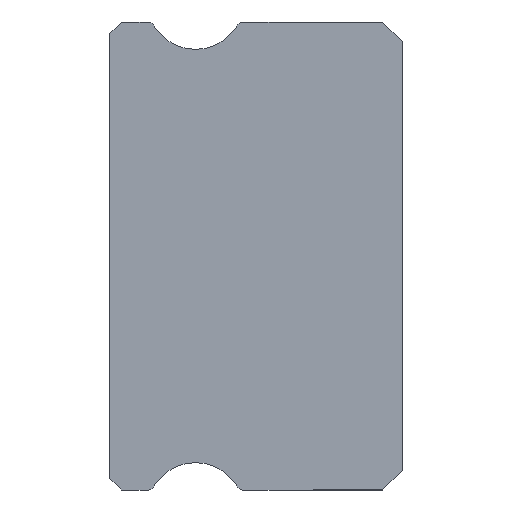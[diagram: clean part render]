
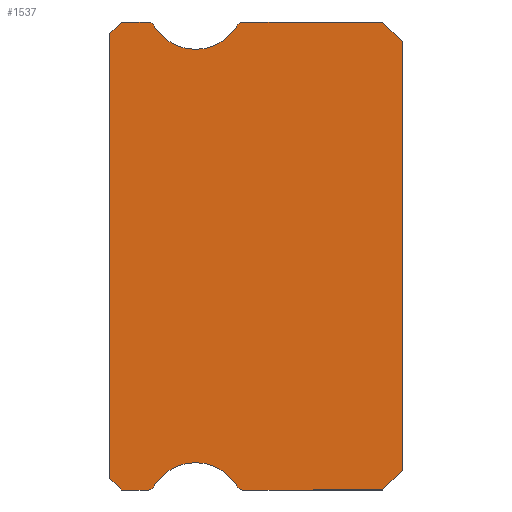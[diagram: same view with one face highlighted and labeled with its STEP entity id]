
A CAD part, left-side view. The second image highlights one B-rep face of the part: STEP entity #1537.
In plain terms, the highlighted planar face has unit normal (-1, 0, 0).
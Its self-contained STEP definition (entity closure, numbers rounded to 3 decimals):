
#9 = CIRCLE ( 'NONE', #504, 1.25 ) ;
#23 = ORIENTED_EDGE ( 'NONE', *, *, #148, .F. ) ;
#41 = DIRECTION ( 'NONE',  ( 0., 1., 0. ) ) ;
#52 = CARTESIAN_POINT ( 'NONE',  ( -12.5, 6.512, -6. ) ) ;
#60 = CARTESIAN_POINT ( 'NONE',  ( -12.5, 0., -5.5 ) ) ;
#66 = CIRCLE ( 'NONE', #933, 0.15 ) ;
#70 = CARTESIAN_POINT ( 'NONE',  ( -12.5, 6.512, 5.85 ) ) ;
#76 = CIRCLE ( 'NONE', #1289, 0.15 ) ;
#86 = DIRECTION ( 'NONE',  ( 0., 0., -1. ) ) ;
#99 = DIRECTION ( 'NONE',  ( 0., 0., 1. ) ) ;
#136 = VECTOR ( 'NONE', #41, 1000. ) ;
#142 = VERTEX_POINT ( 'NONE', #1362 ) ;
#148 = EDGE_CURVE ( 'NONE', #1268, #1001, #66, .T. ) ;
#186 = CARTESIAN_POINT ( 'NONE',  ( -12.5, 6.512, 5.85 ) ) ;
#220 = ORIENTED_EDGE ( 'NONE', *, *, #1087, .F. ) ;
#242 = ORIENTED_EDGE ( 'NONE', *, *, #1515, .T. ) ;
#268 = VECTOR ( 'NONE', #279, 1000. ) ;
#277 = EDGE_CURVE ( 'NONE', #1348, #904, #551, .T. ) ;
#279 = DIRECTION ( 'NONE',  ( 0., 1., 0. ) ) ;
#283 = CARTESIAN_POINT ( 'NONE',  ( -12.5, 7.2, -6. ) ) ;
#291 = DIRECTION ( 'NONE',  ( 0., -0.707, -0.707 ) ) ;
#292 = EDGE_CURVE ( 'NONE', #695, #1836, #1279, .T. ) ;
#293 = CARTESIAN_POINT ( 'NONE',  ( -12.5, 0., 5.5 ) ) ;
#310 = CARTESIAN_POINT ( 'NONE',  ( -12.5, 6.512, 6. ) ) ;
#342 = CARTESIAN_POINT ( 'NONE',  ( -12.5, 4.088, -5.85 ) ) ;
#350 = ORIENTED_EDGE ( 'NONE', *, *, #387, .T. ) ;
#379 = VERTEX_POINT ( 'NONE', #716 ) ;
#387 = EDGE_CURVE ( 'NONE', #1348, #1731, #1205, .T. ) ;
#409 = LINE ( 'NONE', #1002, #268 ) ;
#419 = CARTESIAN_POINT ( 'NONE',  ( -12.5, 6.512, 6. ) ) ;
#427 = EDGE_CURVE ( 'NONE', #693, #1268, #9, .T. ) ;
#434 = CARTESIAN_POINT ( 'NONE',  ( -12.5, 5.3, 6.55 ) ) ;
#465 = CARTESIAN_POINT ( 'NONE',  ( -12.5, 0., -5.5 ) ) ;
#482 = DIRECTION ( 'NONE',  ( 0., 0., -1. ) ) ;
#500 = VECTOR ( 'NONE', #886, 1000. ) ;
#504 = AXIS2_PLACEMENT_3D ( 'NONE', #726, #894, #578 ) ;
#508 = ORIENTED_EDGE ( 'NONE', *, *, #1101, .F. ) ;
#513 = LINE ( 'NONE', #60, #913 ) ;
#519 = DIRECTION ( 'NONE',  ( 1., 0., 0. ) ) ;
#539 = DIRECTION ( 'NONE',  ( 0., 0., -1. ) ) ;
#551 = LINE ( 'NONE', #817, #594 ) ;
#566 = ORIENTED_EDGE ( 'NONE', *, *, #738, .T. ) ;
#570 = LINE ( 'NONE', #293, #500 ) ;
#578 = DIRECTION ( 'NONE',  ( 0., 0., -1. ) ) ;
#582 = ORIENTED_EDGE ( 'NONE', *, *, #1907, .F. ) ;
#594 = VECTOR ( 'NONE', #99, 1000. ) ;
#635 = CIRCLE ( 'NONE', #1740, 0.15 ) ;
#648 = LINE ( 'NONE', #1838, #136 ) ;
#667 = DIRECTION ( 'NONE',  ( 1., 0., 0. ) ) ;
#677 = VERTEX_POINT ( 'NONE', #1755 ) ;
#693 = VERTEX_POINT ( 'NONE', #1746 ) ;
#695 = VERTEX_POINT ( 'NONE', #1725 ) ;
#715 = LINE ( 'NONE', #1744, #1410 ) ;
#716 = CARTESIAN_POINT ( 'NONE',  ( -12.5, 4.088, 6. ) ) ;
#726 = CARTESIAN_POINT ( 'NONE',  ( -12.5, 5.3, -6.55 ) ) ;
#730 = CARTESIAN_POINT ( 'NONE',  ( -12.5, 5.3, 5.3 ) ) ;
#738 = EDGE_CURVE ( 'NONE', #988, #1395, #570, .T. ) ;
#744 = LINE ( 'NONE', #1163, #1020 ) ;
#764 = EDGE_CURVE ( 'NONE', #1731, #1001, #744, .T. ) ;
#771 = ORIENTED_EDGE ( 'NONE', *, *, #888, .F. ) ;
#817 = CARTESIAN_POINT ( 'NONE',  ( -12.5, 7.5, 5.85 ) ) ;
#837 = VERTEX_POINT ( 'NONE', #310 ) ;
#866 = CIRCLE ( 'NONE', #1219, 0.15 ) ;
#883 = CARTESIAN_POINT ( 'NONE',  ( -12.5, 7.5, -5.7 ) ) ;
#886 = DIRECTION ( 'NONE',  ( 0., 0., 1. ) ) ;
#888 = EDGE_CURVE ( 'NONE', #1592, #1395, #1215, .T. ) ;
#894 = DIRECTION ( 'NONE',  ( -1., 0., 0. ) ) ;
#900 = CARTESIAN_POINT ( 'NONE',  ( -12.5, 6.383, -5.925 ) ) ;
#904 = VERTEX_POINT ( 'NONE', #1629 ) ;
#913 = VECTOR ( 'NONE', #1099, 1000. ) ;
#927 = CARTESIAN_POINT ( 'NONE',  ( -12.5, 6.512, -5.85 ) ) ;
#933 = AXIS2_PLACEMENT_3D ( 'NONE', #927, #1394, #1517 ) ;
#934 = ORIENTED_EDGE ( 'NONE', *, *, #1077, .F. ) ;
#938 = DIRECTION ( 'NONE',  ( 0., -0.707, -0.707 ) ) ;
#957 = ORIENTED_EDGE ( 'NONE', *, *, #764, .T. ) ;
#960 = ORIENTED_EDGE ( 'NONE', *, *, #292, .F. ) ;
#982 = DIRECTION ( 'NONE',  ( -1., 0., 0. ) ) ;
#988 = VERTEX_POINT ( 'NONE', #465 ) ;
#989 = CARTESIAN_POINT ( 'NONE',  ( -12.5, 4.088, -6. ) ) ;
#998 = EDGE_CURVE ( 'NONE', #837, #695, #866, .T. ) ;
#1001 = VERTEX_POINT ( 'NONE', #52 ) ;
#1002 = CARTESIAN_POINT ( 'NONE',  ( -12.5, 6.512, -6. ) ) ;
#1011 = DIRECTION ( 'NONE',  ( 0., -1., 0. ) ) ;
#1015 = CARTESIAN_POINT ( 'NONE',  ( -12.5, 0., 5.5 ) ) ;
#1019 = CARTESIAN_POINT ( 'NONE',  ( -12.5, 7.2, -6. ) ) ;
#1020 = VECTOR ( 'NONE', #1011, 1000. ) ;
#1054 = CARTESIAN_POINT ( 'NONE',  ( -12.5, 7.2, 6. ) ) ;
#1077 = EDGE_CURVE ( 'NONE', #677, #379, #76, .T. ) ;
#1086 = AXIS2_PLACEMENT_3D ( 'NONE', #1871, #982, #1412 ) ;
#1087 = EDGE_CURVE ( 'NONE', #988, #142, #513, .T. ) ;
#1094 = FACE_OUTER_BOUND ( 'NONE', #1198, .T. ) ;
#1099 = DIRECTION ( 'NONE',  ( 0., 0.707, -0.707 ) ) ;
#1101 = EDGE_CURVE ( 'NONE', #379, #1592, #1733, .T. ) ;
#1144 = VERTEX_POINT ( 'NONE', #989 ) ;
#1147 = VECTOR ( 'NONE', #938, 1000. ) ;
#1152 = EDGE_CURVE ( 'NONE', #1736, #904, #715, .T. ) ;
#1163 = CARTESIAN_POINT ( 'NONE',  ( -12.5, 6.512, -6. ) ) ;
#1177 = EDGE_CURVE ( 'NONE', #142, #1144, #409, .T. ) ;
#1198 = EDGE_LOOP ( 'NONE', ( #1235, #1472, #350, #957, #23, #1223, #582, #1531, #220, #566, #771, #508, #934, #1454, #960, #1486, #242 ) ) ;
#1205 = LINE ( 'NONE', #1019, #1523 ) ;
#1215 = LINE ( 'NONE', #1638, #1147 ) ;
#1219 = AXIS2_PLACEMENT_3D ( 'NONE', #70, #667, #539 ) ;
#1223 = ORIENTED_EDGE ( 'NONE', *, *, #427, .F. ) ;
#1235 = ORIENTED_EDGE ( 'NONE', *, *, #1152, .T. ) ;
#1268 = VERTEX_POINT ( 'NONE', #900 ) ;
#1279 = CIRCLE ( 'NONE', #1086, 1.25 ) ;
#1289 = AXIS2_PLACEMENT_3D ( 'NONE', #1714, #1418, #86 ) ;
#1348 = VERTEX_POINT ( 'NONE', #883 ) ;
#1362 = CARTESIAN_POINT ( 'NONE',  ( -12.5, 0.5, -6. ) ) ;
#1394 = DIRECTION ( 'NONE',  ( 1., 0., 0. ) ) ;
#1395 = VERTEX_POINT ( 'NONE', #1015 ) ;
#1396 = DIRECTION ( 'NONE',  ( 0., 0., -1. ) ) ;
#1410 = VECTOR ( 'NONE', #1900, 1000. ) ;
#1412 = DIRECTION ( 'NONE',  ( 0., 0., -1. ) ) ;
#1418 = DIRECTION ( 'NONE',  ( 1., 0., 0. ) ) ;
#1437 = AXIS2_PLACEMENT_3D ( 'NONE', #434, #1792, #1624 ) ;
#1441 = DIRECTION ( 'NONE',  ( 0., -1., 0. ) ) ;
#1454 = ORIENTED_EDGE ( 'NONE', *, *, #1818, .F. ) ;
#1472 = ORIENTED_EDGE ( 'NONE', *, *, #277, .F. ) ;
#1486 = ORIENTED_EDGE ( 'NONE', *, *, #998, .F. ) ;
#1500 = AXIS2_PLACEMENT_3D ( 'NONE', #186, #519, #482 ) ;
#1504 = VECTOR ( 'NONE', #1441, 1000. ) ;
#1512 = PLANE ( 'NONE',  #1500 ) ;
#1515 = EDGE_CURVE ( 'NONE', #837, #1736, #648, .T. ) ;
#1517 = DIRECTION ( 'NONE',  ( 0., 0., -1. ) ) ;
#1523 = VECTOR ( 'NONE', #291, 1000. ) ;
#1531 = ORIENTED_EDGE ( 'NONE', *, *, #1177, .F. ) ;
#1537 = ADVANCED_FACE ( 'NONE', ( #1094 ), #1512, .F. ) ;
#1587 = CIRCLE ( 'NONE', #1437, 1.25 ) ;
#1592 = VERTEX_POINT ( 'NONE', #1728 ) ;
#1624 = DIRECTION ( 'NONE',  ( 0., 0., -1. ) ) ;
#1629 = CARTESIAN_POINT ( 'NONE',  ( -12.5, 7.5, 5.7 ) ) ;
#1638 = CARTESIAN_POINT ( 'NONE',  ( -12.5, 0.5, 6. ) ) ;
#1667 = DIRECTION ( 'NONE',  ( 1., 0., 0. ) ) ;
#1714 = CARTESIAN_POINT ( 'NONE',  ( -12.5, 4.088, 5.85 ) ) ;
#1725 = CARTESIAN_POINT ( 'NONE',  ( -12.5, 6.383, 5.925 ) ) ;
#1728 = CARTESIAN_POINT ( 'NONE',  ( -12.5, 0.5, 6. ) ) ;
#1731 = VERTEX_POINT ( 'NONE', #283 ) ;
#1733 = LINE ( 'NONE', #419, #1504 ) ;
#1736 = VERTEX_POINT ( 'NONE', #1054 ) ;
#1740 = AXIS2_PLACEMENT_3D ( 'NONE', #342, #1667, #1396 ) ;
#1744 = CARTESIAN_POINT ( 'NONE',  ( -12.5, 7.5, 5.7 ) ) ;
#1746 = CARTESIAN_POINT ( 'NONE',  ( -12.5, 4.217, -5.925 ) ) ;
#1755 = CARTESIAN_POINT ( 'NONE',  ( -12.5, 4.217, 5.925 ) ) ;
#1792 = DIRECTION ( 'NONE',  ( -1., 0., 0. ) ) ;
#1818 = EDGE_CURVE ( 'NONE', #1836, #677, #1587, .T. ) ;
#1836 = VERTEX_POINT ( 'NONE', #730 ) ;
#1838 = CARTESIAN_POINT ( 'NONE',  ( -12.5, 7.2, 6. ) ) ;
#1871 = CARTESIAN_POINT ( 'NONE',  ( -12.5, 5.3, 6.55 ) ) ;
#1900 = DIRECTION ( 'NONE',  ( 0., 0.707, -0.707 ) ) ;
#1907 = EDGE_CURVE ( 'NONE', #1144, #693, #635, .T. ) ;
